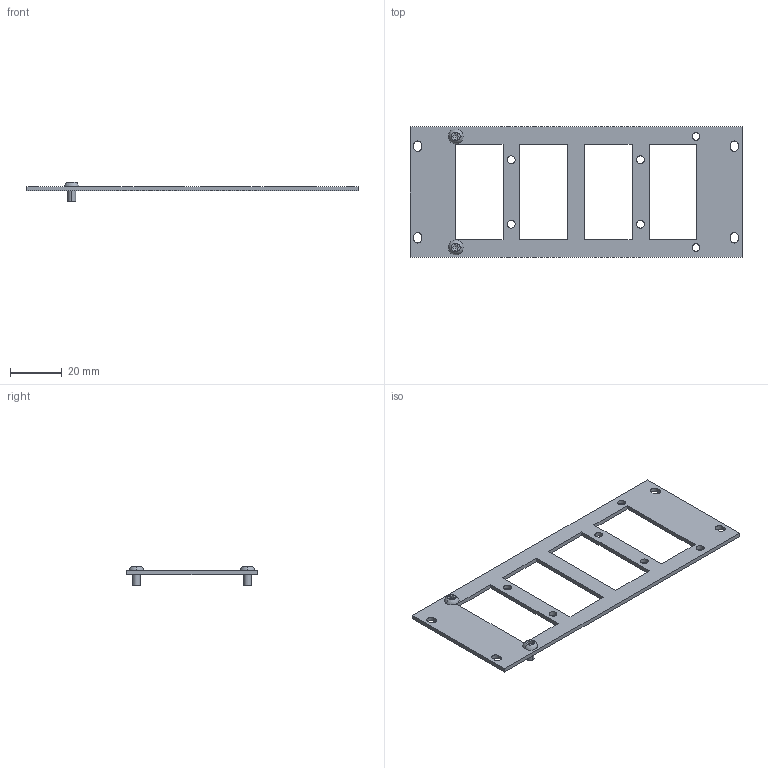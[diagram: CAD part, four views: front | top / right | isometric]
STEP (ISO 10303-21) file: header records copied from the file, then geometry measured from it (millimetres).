
FILE_DESCRIPTION(('KiCad electronic assembly'),'2;1');
FILE_NAME('FACADE.step','2024-05-01T20:13:10',('Pcbnew'),('Kicad'), 'Open CASCADE STEP processor 7.7','KiCad to STEP converter','Unknown' );
FILE_SCHEMA(('AUTOMOTIVE_DESIGN { 1 0 10303 214 1 1 1 1 }'));
Length unit declared in the file: millimetre
Products named in the file (4): FACADE 1; screw_gb_t_70_2_m3x6; _autosave-facade jlcpcb_PCB
Assembly tree (4 placements, depth 3):
  FACADE 1
    screw_gb_t_70_2_m3x6  x2
      screw_gb_t_70_2_m3x6
    _autosave-facade jlcpcb_PCB
Bounding box: 128.5 x 50.5 x 7.65 mm (x, y, z)
Volume: 5978.4 mm3; surface area: 9034.9 mm2
Topology: 3 solids, 3 shells, 84 faces, 230 edges, 152 vertices
Faces by surface type: plane 48, cylinder 20, cone 8, sphere 4, torus 4
Full cylindrical faces by diameter (mm): 3 x8
Entity records: 2217 total; most frequent: CARTESIAN_POINT 385, DIRECTION 364, ORIENTED_EDGE 358, EDGE_CURVE 179, AXIS2_PLACEMENT_3D 123, VERTEX_POINT 120, LINE 118, VECTOR 118
